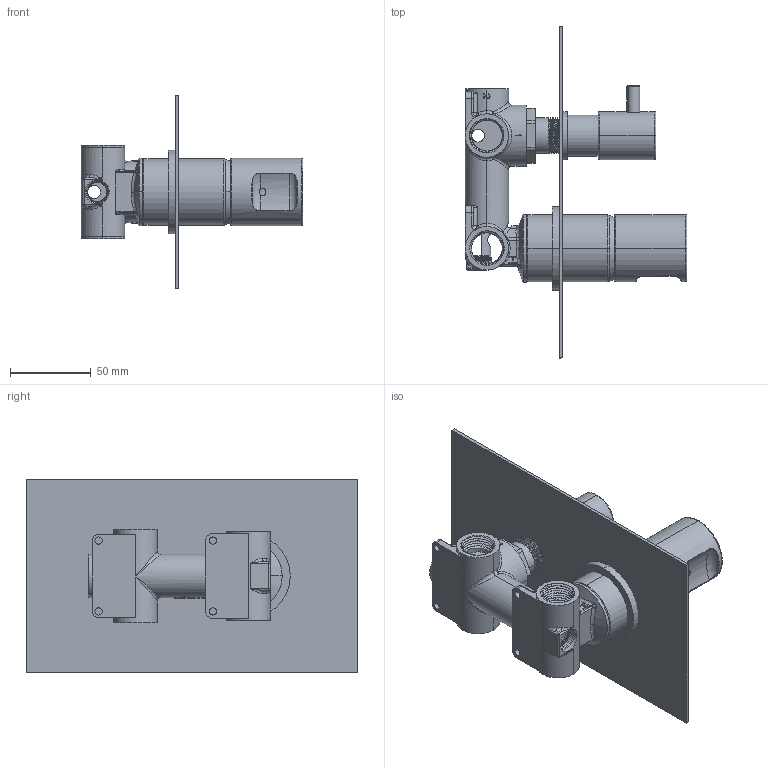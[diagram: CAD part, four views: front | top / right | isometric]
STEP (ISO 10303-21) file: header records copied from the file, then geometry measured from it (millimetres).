
FILE_DESCRIPTION (( 'STEP AP214' ), '1' );
FILE_NAME ('24187.STEP', '2023-09-14T07:04:52', ( '' ), ( '' ), 'SwSTEP 2.0', 'SolidWorks 2018', '' );
FILE_SCHEMA (( 'AUTOMOTIVE_DESIGN' ));
Length unit declared in the file: millimetre
Products named in the file (1): 24187
Bounding box: 137.66 x 206 x 120 mm (x, y, z)
Surface area: 99713.3 mm2 (no closed solid volume)
Topology: 0 solids, 13 shells, 481 faces, 1704 edges, 1180 vertices
Faces by surface type: cylinder 194, plane 106, bspline 103, torus 40, cone 21, sphere 17
Entity records: 42573 total; most frequent: CARTESIAN_POINT 24556, ORIENTED_EDGE 2696, DIRECTION 2177, EDGE_CURVE 1698, VERTEX_POINT 1180, AXIS2_PLACEMENT_3D 808, B_SPLINE_CURVE_WITH_KNOTS 646, LINE 561
